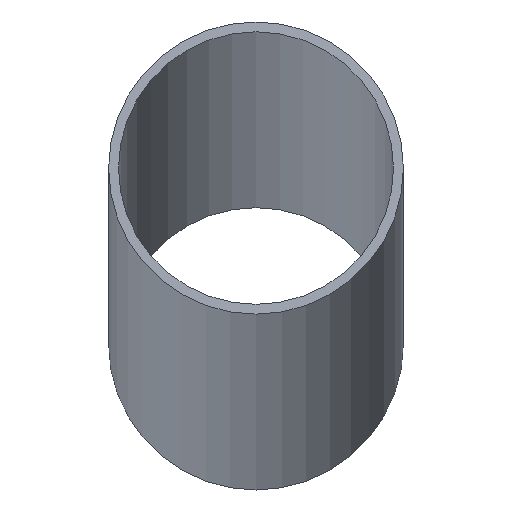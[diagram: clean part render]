
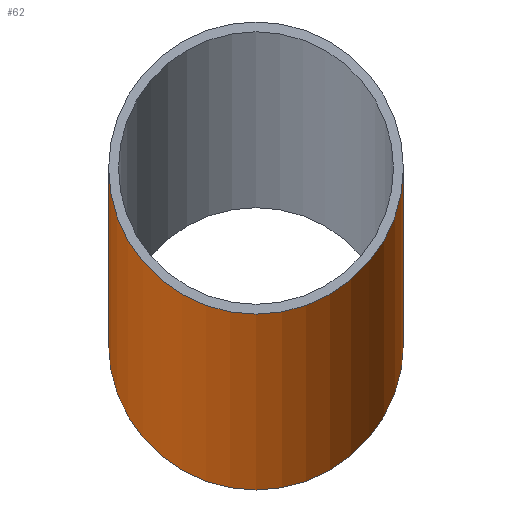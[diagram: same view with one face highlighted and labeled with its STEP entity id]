
A CAD part, front view. The second image highlights one B-rep face of the part: STEP entity #62.
In plain terms, the highlighted cylindrical face has radius 17.018 mm (diameter 34.036 mm), a full revolution.
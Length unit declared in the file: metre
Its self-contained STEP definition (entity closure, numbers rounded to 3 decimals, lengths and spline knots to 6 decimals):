
#21=CYLINDRICAL_SURFACE('',#82,0.017018);
#26=ORIENTED_EDGE('',*,*,#31,.F.);
#27=ORIENTED_EDGE('',*,*,#33,.F.);
#31=EDGE_CURVE('',#35,#35,#39,.F.);
#33=EDGE_CURVE('',#37,#37,#41,.T.);
#35=VERTEX_POINT('',#108);
#37=VERTEX_POINT('',#114);
#39=CIRCLE('',#79,0.017018);
#41=CIRCLE('',#83,0.017018);
#46=EDGE_LOOP('',(#26));
#47=EDGE_LOOP('',(#27));
#54=FACE_BOUND('',#46,.T.);
#55=FACE_BOUND('',#47,.T.);
#62=ADVANCED_FACE('',(#54,#55),#21,.T.);
#79=AXIS2_PLACEMENT_3D('',#107,#91,#92);
#82=AXIS2_PLACEMENT_3D('',#112,#97,#98);
#83=AXIS2_PLACEMENT_3D('',#113,#99,#100);
#91=DIRECTION('',(0.,-0.991,0.133));
#92=DIRECTION('',(0.,-0.133,-0.991));
#97=DIRECTION('',(0.,0.991,-0.133));
#98=DIRECTION('',(0.,0.133,0.991));
#99=DIRECTION('',(0.,-0.991,0.133));
#100=DIRECTION('',(0.,-0.133,-0.991));
#107=CARTESIAN_POINT('',(0.4572,-0.454347,-0.090658));
#108=CARTESIAN_POINT('',(0.4572,-0.456614,-0.107525));
#112=CARTESIAN_POINT('',(0.4572,-0.605389,-0.070357));
#113=CARTESIAN_POINT('',(0.4572,-0.605389,-0.070357));
#114=CARTESIAN_POINT('',(0.4572,-0.607656,-0.087223));
